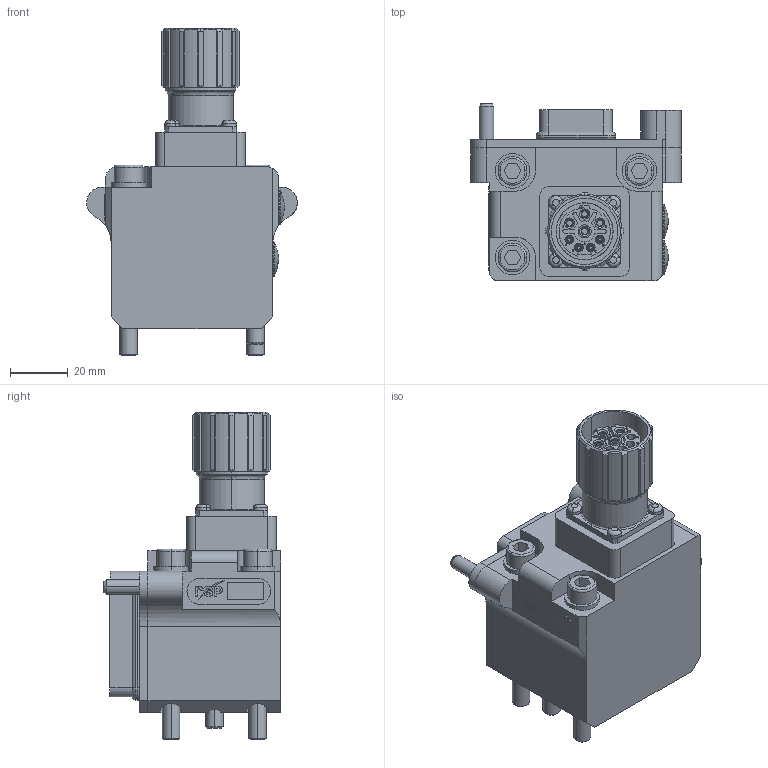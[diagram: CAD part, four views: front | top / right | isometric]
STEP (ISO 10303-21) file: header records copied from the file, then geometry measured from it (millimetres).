
FILE_DESCRIPTION (( 'STEP AP203' ), '1' );
FILE_NAME ('P6772-2.STEP', '2019-04-09T14:53:49', ( 'admin' ), ( '' ), 'SwSTEP 2.0', 'SolidWorks 2017', '' );
FILE_SCHEMA (( 'CONFIG_CONTROL_DESIGN' ));
Length unit declared in the file: millimetre
Products named in the file (1): P6772-2
Bounding box: 72.99 x 61.5 x 113.4 mm (x, y, z)
Volume: 185413.3 mm3; surface area: 64149.2 mm2
Topology: 43 solids, 46 shells, 1564 faces, 3808 edges, 2456 vertices
Faces by surface type: cylinder 629, plane 569, cone 189, bspline 113, torus 64
Entity records: 53086 total; most frequent: CARTESIAN_POINT 16427, ORIENTED_EDGE 7560, DIRECTION 7554, EDGE_CURVE 3780, AXIS2_PLACEMENT_3D 2875, VERTEX_POINT 2456, LINE 1804, VECTOR 1804
